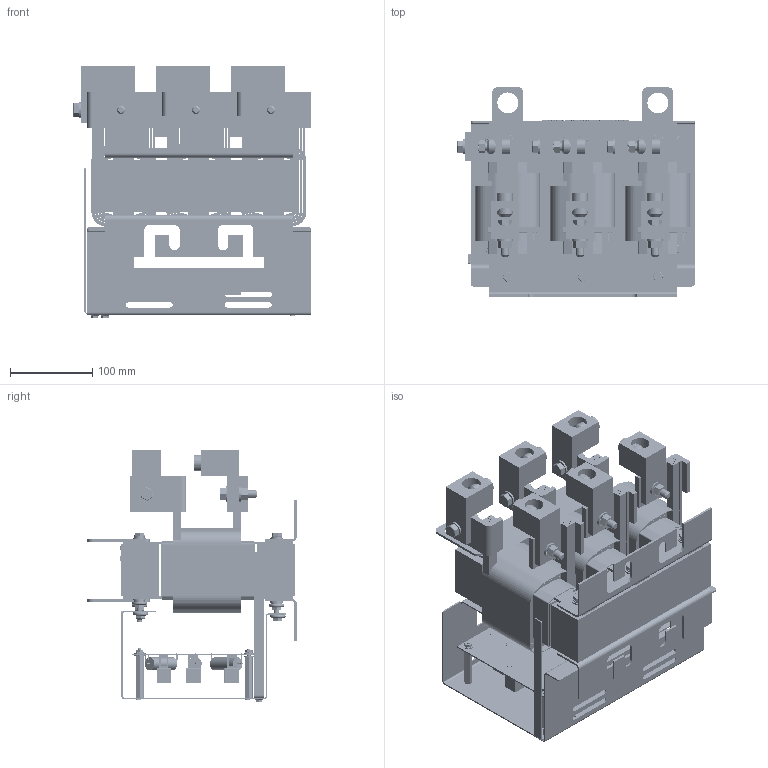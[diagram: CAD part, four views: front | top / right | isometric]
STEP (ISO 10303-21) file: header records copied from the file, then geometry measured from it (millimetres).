
FILE_DESCRIPTION(/* description */ ('V1k assembly'),/* implementation_level */ '2;1');
FILE_NAME(/* name */ 'V1K305A00X2.stp',/* time_stamp */ '2022-03-09T10:55:03-06:00',/* author */ ('jnelson'),/* organization */ (''),/* preprocessor_version */ 'ST-DEVELOPER v17',/* originating_system */ 'Autodesk Inventor 2019',/* authorisation */ '');
FILE_SCHEMA (('AUTOMOTIVE_DESIGN { 1 0 10303 214 3 1 1 }'));
Products named in the file (42): V1K305A00X2; KDRG1R WITH 11632 LUGS; KDRG1R; 23412-2.50; 24262; 1505-1763-4495 ASSEMBLY; 30097- LARGE  BLANK  (REACTOR); 24980; 23525; 20852; 24980-core wrap; 24980-Coil Winding; 24980-outer wrap; 15467; 31621-1; 1763-4495 ASSEMBLY; 4495; 1763; 2521; 3935; 11632; 11626; 1527 AND 1509; 1509; 1527; 25285-1-Assembly; 25285-1; 25285-1_1; pem stud 8-32, .50; 30576-1; 25346; 25012; 25011 BRD; 25012-1 DECAL; 25011 long RESISTOR; 25011 short RESISTOR; capacitor 2.15 MTG; 1967; 1496; 25441 ...
Assembly tree (119 placements, depth 5):
  V1K305A00X2
    KDRG1R WITH 11632 LUGS
      KDRG1R
        23412-2.50  x2
        24262  x2
        1505-1763-4495 ASSEMBLY  x6
          4495
          1763
          1505
        1763-4495 ASSEMBLY  x6
          4495
          1763
        30097- LARGE  BLANK  (REACTOR)
        3935  x5
        24980  x3
          23525
          20852
          24980-core wrap
          24980-Coil Winding
          24980-outer wrap
          15467
        31621-1  x2
        2521
      11632  x6
      1509  x9
      11626  x6
      1527  x3
      1527 AND 1509  x3
        1509
        1527
    25285-1-Assembly
      25285-1
        25285-1_1
        pem stud 8-32, .50  x4
      pem stud 8-32, .50  x4
      30576-1
      25346  x4
      25012
        25011 BRD
        25012-1 DECAL
        25011 long RESISTOR  x3
        25011 short RESISTOR  x3
        capacitor 2.15 MTG  x3
      1967  x8
      1496  x4
      25441  x2
      28038-BLANK
      1505  x2
    1505  x2
Bounding box: 289.66 x 255.13 x 307.94 mm (x, y, z)
Volume: 4437909.9 mm3; surface area: 1959658.5 mm2
Topology: 234 solids, 234 shells, 6409 faces, 16821 edges, 11185 vertices
Faces by surface type: plane 3528, cylinder 2551, bspline 154, cone 108, torus 44, sphere 24
Full cylindrical faces by diameter (mm): 0.762 x12, 1.159 x12, 1.524 x24, 3.175 x6, 3.454 x4, 4.166 x28, 4.318 x5, 4.597 x2, 4.775 x8, 4.978 x2, 5.117 x8, 5.588 x8, 6.147 x12, 6.35 x16, 7.137 x12, 7.62 x12, 7.798 x6, 8.738 x6, 9.525 x12, 9.652 x12, 9.906 x2, 10.033 x6, 12.7 x20, 14.224 x6, 15.875 x15, 18.491 x10, 19.05 x24, 22.682 x6, 25.4 x2
Entity records: 78684 total; most frequent: CARTESIAN_POINT 15961, ORIENTED_EDGE 12622, DIRECTION 12553, EDGE_CURVE 6311, AXIS2_PLACEMENT_3D 4191, LINE 4171, VECTOR 4171, VERTEX_POINT 4149
